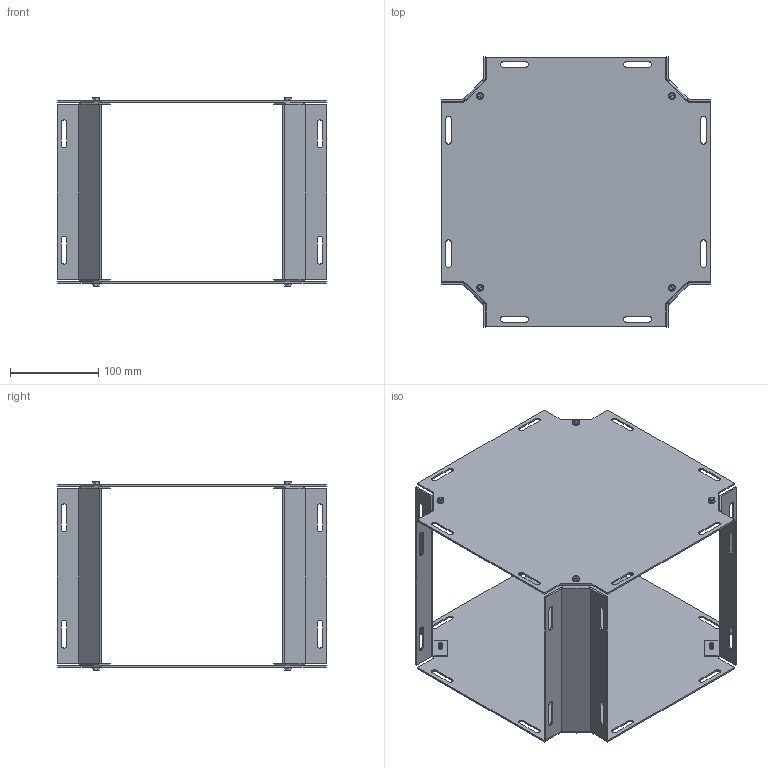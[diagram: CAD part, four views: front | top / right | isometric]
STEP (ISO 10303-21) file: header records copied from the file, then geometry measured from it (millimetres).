
FILE_DESCRIPTION(/* description */ ('CROSS WIREWAY FITTING, TOP & BOTTOM, GALV., 8X8'),/* implementation_level */ '2;1');
FILE_NAME(/* name */ 'X0808G.stp',/* time_stamp */ '2015-10-19T16:15:01+06:00',/* author */ ('schinnathambi'),/* organization */ (''),/* preprocessor_version */ 'ST-DEVELOPER v16.1',/* originating_system */ 'Autodesk Inventor 2016',/* authorisation */ '');
FILE_SCHEMA (('AUTOMOTIVE_DESIGN { 1 0 10303 214 3 1 1 }'));
Length unit declared in the file: inch
Products named in the file (4): X0808GTB; X0808GBK; 372141; X0808G
Assembly tree (14 placements, depth 2):
  X0808G
    X0808GTB  x2
    X0808GBK  x4
    372141  x8
Bounding box: 305.93 x 305.93 x 213.82 mm (x, y, z)
Volume: 438479.4 mm3; surface area: 481682.3 mm2
Topology: 14 solids, 14 shells, 972 faces, 2336 edges, 1400 vertices
Faces by surface type: plane 452, cone 216, cylinder 208, torus 96
Full cylindrical faces by diameter (mm): 4.343 x8, 4.595 x64, 6.35 x8, 7.938 x8
Entity records: 5879 total; most frequent: CARTESIAN_POINT 1081, DIRECTION 970, ORIENTED_EDGE 880, EDGE_CURVE 440, AXIS2_PLACEMENT_3D 347, VERTEX_POINT 294, LINE 276, VECTOR 276
